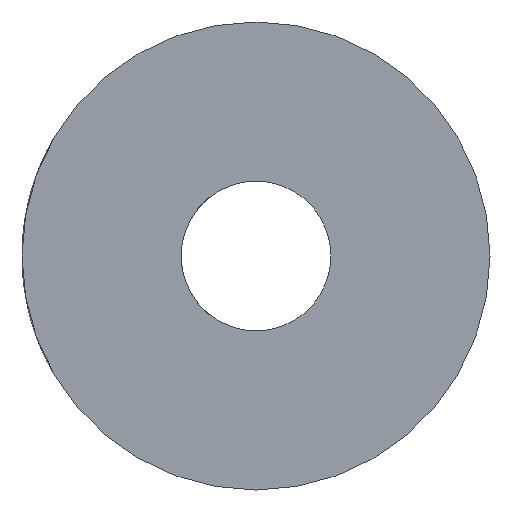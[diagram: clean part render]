
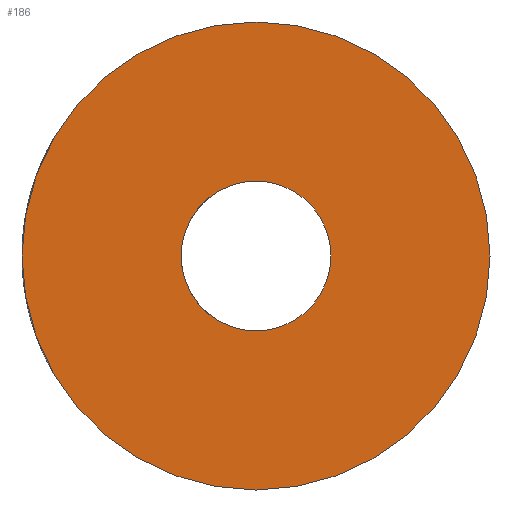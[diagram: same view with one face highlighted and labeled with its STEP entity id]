
A CAD part, front view. The second image highlights one B-rep face of the part: STEP entity #186.
In plain terms, the highlighted planar face has unit normal (0, -1, 0).
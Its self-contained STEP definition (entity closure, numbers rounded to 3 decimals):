
#19=FACE_BOUND('',#52,.T.);
#22=PLANE('',#223);
#23=CIRCLE('',#210,1.6);
#24=CIRCLE('',#211,1.6);
#30=CIRCLE('',#221,5.);
#31=CIRCLE('',#222,5.);
#39=FACE_OUTER_BOUND('',#51,.T.);
#51=EDGE_LOOP('',(#170,#171));
#52=EDGE_LOOP('',(#172,#173));
#87=VERTEX_POINT('',#457);
#88=VERTEX_POINT('',#458);
#94=VERTEX_POINT('',#479);
#95=VERTEX_POINT('',#481);
#108=EDGE_CURVE('',#87,#88,#23,.T.);
#109=EDGE_CURVE('',#88,#87,#24,.T.);
#120=EDGE_CURVE('',#94,#95,#30,.T.);
#121=EDGE_CURVE('',#95,#94,#31,.T.);
#170=ORIENTED_EDGE('',*,*,#121,.F.);
#171=ORIENTED_EDGE('',*,*,#120,.F.);
#172=ORIENTED_EDGE('',*,*,#108,.T.);
#173=ORIENTED_EDGE('',*,*,#109,.T.);
#186=ADVANCED_FACE('',(#39,#19),#22,.F.);
#210=AXIS2_PLACEMENT_3D('',#459,#234,#235);
#211=AXIS2_PLACEMENT_3D('',#460,#236,#237);
#221=AXIS2_PLACEMENT_3D('',#482,#261,#262);
#222=AXIS2_PLACEMENT_3D('',#483,#263,#264);
#223=AXIS2_PLACEMENT_3D('',#484,#265,#266);
#234=DIRECTION('center_axis',(0.,1.,0.));
#235=DIRECTION('ref_axis',(1.,0.,0.));
#236=DIRECTION('center_axis',(0.,1.,0.));
#237=DIRECTION('ref_axis',(1.,0.,0.));
#261=DIRECTION('center_axis',(0.,1.,0.));
#262=DIRECTION('ref_axis',(-1.,0.,0.));
#263=DIRECTION('center_axis',(0.,1.,0.));
#264=DIRECTION('ref_axis',(-1.,0.,0.));
#265=DIRECTION('center_axis',(0.,1.,0.));
#266=DIRECTION('ref_axis',(0.,0.,1.));
#457=CARTESIAN_POINT('',(1.6,0.,0.));
#458=CARTESIAN_POINT('',(-1.6,0.,0.));
#459=CARTESIAN_POINT('Origin',(0.,0.,0.));
#460=CARTESIAN_POINT('Origin',(0.,0.,0.));
#479=CARTESIAN_POINT('',(5.,0.,0.));
#481=CARTESIAN_POINT('',(-5.,0.,0.));
#482=CARTESIAN_POINT('Origin',(0.,0.,0.));
#483=CARTESIAN_POINT('Origin',(0.,0.,0.));
#484=CARTESIAN_POINT('Origin',(0.,0.,0.));
